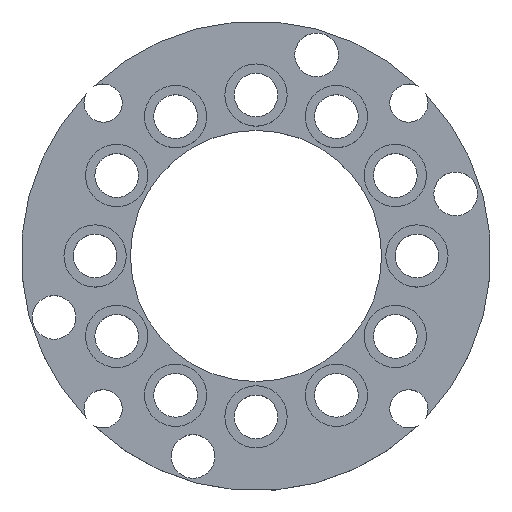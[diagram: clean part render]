
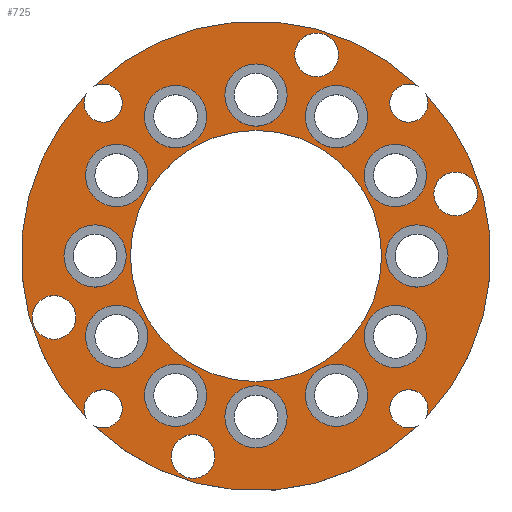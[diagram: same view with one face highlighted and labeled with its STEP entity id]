
A CAD part, top view. The second image highlights one B-rep face of the part: STEP entity #725.
In plain terms, the highlighted planar face has unit normal (0, 0, 1).
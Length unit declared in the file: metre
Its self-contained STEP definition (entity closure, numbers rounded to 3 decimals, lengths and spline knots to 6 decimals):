
#65=ORIENTED_EDGE('',*,*,#229,.F.);
#66=ORIENTED_EDGE('',*,*,#230,.F.);
#67=ORIENTED_EDGE('',*,*,#231,.F.);
#68=ORIENTED_EDGE('',*,*,#232,.F.);
#69=ORIENTED_EDGE('',*,*,#233,.F.);
#70=ORIENTED_EDGE('',*,*,#234,.F.);
#71=ORIENTED_EDGE('',*,*,#235,.F.);
#72=ORIENTED_EDGE('',*,*,#236,.F.);
#73=ORIENTED_EDGE('',*,*,#237,.F.);
#74=ORIENTED_EDGE('',*,*,#238,.F.);
#75=ORIENTED_EDGE('',*,*,#239,.F.);
#76=ORIENTED_EDGE('',*,*,#240,.T.);
#77=ORIENTED_EDGE('',*,*,#241,.F.);
#78=ORIENTED_EDGE('',*,*,#242,.T.);
#79=ORIENTED_EDGE('',*,*,#243,.F.);
#80=ORIENTED_EDGE('',*,*,#244,.T.);
#81=ORIENTED_EDGE('',*,*,#245,.F.);
#82=ORIENTED_EDGE('',*,*,#246,.T.);
#83=ORIENTED_EDGE('',*,*,#247,.F.);
#84=ORIENTED_EDGE('',*,*,#248,.F.);
#85=ORIENTED_EDGE('',*,*,#249,.F.);
#86=ORIENTED_EDGE('',*,*,#250,.F.);
#87=ORIENTED_EDGE('',*,*,#251,.F.);
#88=ORIENTED_EDGE('',*,*,#252,.F.);
#89=ORIENTED_EDGE('',*,*,#253,.F.);
#229=EDGE_CURVE('',#311,#311,#385,.T.);
#230=EDGE_CURVE('',#312,#312,#386,.T.);
#231=EDGE_CURVE('',#313,#313,#387,.T.);
#232=EDGE_CURVE('',#314,#314,#388,.T.);
#233=EDGE_CURVE('',#315,#315,#389,.T.);
#234=EDGE_CURVE('',#316,#316,#390,.T.);
#235=EDGE_CURVE('',#317,#317,#391,.T.);
#236=EDGE_CURVE('',#318,#318,#392,.T.);
#237=EDGE_CURVE('',#319,#319,#393,.T.);
#238=EDGE_CURVE('',#320,#320,#394,.T.);
#239=EDGE_CURVE('',#321,#322,#395,.T.);
#240=EDGE_CURVE('',#321,#323,#396,.T.);
#241=EDGE_CURVE('',#324,#323,#397,.T.);
#242=EDGE_CURVE('',#324,#325,#398,.T.);
#243=EDGE_CURVE('',#326,#325,#399,.T.);
#244=EDGE_CURVE('',#326,#327,#400,.T.);
#245=EDGE_CURVE('',#328,#327,#401,.T.);
#246=EDGE_CURVE('',#328,#322,#402,.T.);
#247=EDGE_CURVE('',#329,#329,#403,.T.);
#248=EDGE_CURVE('',#330,#330,#404,.T.);
#249=EDGE_CURVE('',#331,#331,#405,.T.);
#250=EDGE_CURVE('',#332,#332,#406,.T.);
#251=EDGE_CURVE('',#333,#333,#407,.T.);
#252=EDGE_CURVE('',#334,#334,#408,.T.);
#253=EDGE_CURVE('',#335,#335,#409,.T.);
#311=VERTEX_POINT('',#1177);
#312=VERTEX_POINT('',#1179);
#313=VERTEX_POINT('',#1181);
#314=VERTEX_POINT('',#1183);
#315=VERTEX_POINT('',#1185);
#316=VERTEX_POINT('',#1187);
#317=VERTEX_POINT('',#1189);
#318=VERTEX_POINT('',#1191);
#319=VERTEX_POINT('',#1193);
#320=VERTEX_POINT('',#1195);
#321=VERTEX_POINT('',#1197);
#322=VERTEX_POINT('',#1198);
#323=VERTEX_POINT('',#1200);
#324=VERTEX_POINT('',#1202);
#325=VERTEX_POINT('',#1204);
#326=VERTEX_POINT('',#1206);
#327=VERTEX_POINT('',#1208);
#328=VERTEX_POINT('',#1210);
#329=VERTEX_POINT('',#1213);
#330=VERTEX_POINT('',#1215);
#331=VERTEX_POINT('',#1217);
#332=VERTEX_POINT('',#1219);
#333=VERTEX_POINT('',#1221);
#334=VERTEX_POINT('',#1223);
#335=VERTEX_POINT('',#1225);
#385=CIRCLE('',#790,0.00285);
#386=CIRCLE('',#791,0.00285);
#387=CIRCLE('',#792,0.00285);
#388=CIRCLE('',#793,0.00285);
#389=CIRCLE('',#794,0.00285);
#390=CIRCLE('',#795,0.00285);
#391=CIRCLE('',#796,0.002);
#392=CIRCLE('',#797,0.002);
#393=CIRCLE('',#798,0.002);
#394=CIRCLE('',#799,0.002);
#395=CIRCLE('',#800,0.00175);
#396=CIRCLE('',#801,0.0215);
#397=CIRCLE('',#802,0.00175);
#398=CIRCLE('',#803,0.0215);
#399=CIRCLE('',#804,0.00175);
#400=CIRCLE('',#805,0.0215);
#401=CIRCLE('',#806,0.00175);
#402=CIRCLE('',#807,0.0215);
#403=CIRCLE('',#808,0.0115);
#404=CIRCLE('',#809,0.00285);
#405=CIRCLE('',#810,0.00285);
#406=CIRCLE('',#811,0.00285);
#407=CIRCLE('',#812,0.00285);
#408=CIRCLE('',#813,0.00285);
#409=CIRCLE('',#814,0.00285);
#459=EDGE_LOOP('',(#65));
#460=EDGE_LOOP('',(#66));
#461=EDGE_LOOP('',(#67));
#462=EDGE_LOOP('',(#68));
#463=EDGE_LOOP('',(#69));
#464=EDGE_LOOP('',(#70));
#465=EDGE_LOOP('',(#71));
#466=EDGE_LOOP('',(#72));
#467=EDGE_LOOP('',(#73));
#468=EDGE_LOOP('',(#74));
#469=EDGE_LOOP('',(#75,#76,#77,#78,#79,#80,#81,#82));
#470=EDGE_LOOP('',(#83));
#471=EDGE_LOOP('',(#84));
#472=EDGE_LOOP('',(#85));
#473=EDGE_LOOP('',(#86));
#474=EDGE_LOOP('',(#87));
#475=EDGE_LOOP('',(#88));
#476=EDGE_LOOP('',(#89));
#585=FACE_BOUND('',#459,.T.);
#586=FACE_BOUND('',#460,.T.);
#587=FACE_BOUND('',#461,.T.);
#588=FACE_BOUND('',#462,.T.);
#589=FACE_BOUND('',#463,.T.);
#590=FACE_BOUND('',#464,.T.);
#591=FACE_BOUND('',#465,.T.);
#592=FACE_BOUND('',#466,.T.);
#593=FACE_BOUND('',#467,.T.);
#594=FACE_BOUND('',#468,.T.);
#595=FACE_BOUND('',#469,.T.);
#596=FACE_BOUND('',#470,.T.);
#597=FACE_BOUND('',#471,.T.);
#598=FACE_BOUND('',#472,.T.);
#599=FACE_BOUND('',#473,.T.);
#600=FACE_BOUND('',#474,.T.);
#601=FACE_BOUND('',#475,.T.);
#602=FACE_BOUND('',#476,.T.);
#711=PLANE('',#789);
#725=ADVANCED_FACE('',(#585,#586,#587,#588,#589,#590,#591,#592,#593,#594,
#595,#596,#597,#598,#599,#600,#601,#602),#711,.T.);
#789=AXIS2_PLACEMENT_3D('',#1175,#916,#917);
#790=AXIS2_PLACEMENT_3D('',#1176,#918,#919);
#791=AXIS2_PLACEMENT_3D('',#1178,#920,#921);
#792=AXIS2_PLACEMENT_3D('',#1180,#922,#923);
#793=AXIS2_PLACEMENT_3D('',#1182,#924,#925);
#794=AXIS2_PLACEMENT_3D('',#1184,#926,#927);
#795=AXIS2_PLACEMENT_3D('',#1186,#928,#929);
#796=AXIS2_PLACEMENT_3D('',#1188,#930,#931);
#797=AXIS2_PLACEMENT_3D('',#1190,#932,#933);
#798=AXIS2_PLACEMENT_3D('',#1192,#934,#935);
#799=AXIS2_PLACEMENT_3D('',#1194,#936,#937);
#800=AXIS2_PLACEMENT_3D('',#1196,#938,#939);
#801=AXIS2_PLACEMENT_3D('',#1199,#940,#941);
#802=AXIS2_PLACEMENT_3D('',#1201,#942,#943);
#803=AXIS2_PLACEMENT_3D('',#1203,#944,#945);
#804=AXIS2_PLACEMENT_3D('',#1205,#946,#947);
#805=AXIS2_PLACEMENT_3D('',#1207,#948,#949);
#806=AXIS2_PLACEMENT_3D('',#1209,#950,#951);
#807=AXIS2_PLACEMENT_3D('',#1211,#952,#953);
#808=AXIS2_PLACEMENT_3D('',#1212,#954,#955);
#809=AXIS2_PLACEMENT_3D('',#1214,#956,#957);
#810=AXIS2_PLACEMENT_3D('',#1216,#958,#959);
#811=AXIS2_PLACEMENT_3D('',#1218,#960,#961);
#812=AXIS2_PLACEMENT_3D('',#1220,#962,#963);
#813=AXIS2_PLACEMENT_3D('',#1222,#964,#965);
#814=AXIS2_PLACEMENT_3D('',#1224,#966,#967);
#916=DIRECTION('',(0.,0.,1.));
#917=DIRECTION('',(0.,-1.,0.));
#918=DIRECTION('',(0.,0.,1.));
#919=DIRECTION('',(0.,-1.,0.));
#920=DIRECTION('',(0.,0.,1.));
#921=DIRECTION('',(0.,-1.,0.));
#922=DIRECTION('',(0.,0.,1.));
#923=DIRECTION('',(0.,-1.,0.));
#924=DIRECTION('',(0.,0.,1.));
#925=DIRECTION('',(0.,-1.,0.));
#926=DIRECTION('',(0.,0.,1.));
#927=DIRECTION('',(0.,-1.,0.));
#928=DIRECTION('',(0.,0.,1.));
#929=DIRECTION('',(0.,-1.,0.));
#930=DIRECTION('',(0.,0.,1.));
#931=DIRECTION('',(0.,1.,0.));
#932=DIRECTION('',(0.,0.,1.));
#933=DIRECTION('',(0.,1.,0.));
#934=DIRECTION('',(0.,0.,1.));
#935=DIRECTION('',(0.,-1.,0.));
#936=DIRECTION('',(0.,0.,1.));
#937=DIRECTION('',(0.,-1.,0.));
#938=DIRECTION('',(0.,0.,1.));
#939=DIRECTION('',(0.,-1.,0.));
#940=DIRECTION('',(0.,0.,1.));
#941=DIRECTION('',(0.,-1.,0.));
#942=DIRECTION('',(0.,0.,1.));
#943=DIRECTION('',(0.,-1.,0.));
#944=DIRECTION('',(0.,0.,1.));
#945=DIRECTION('',(0.,-1.,0.));
#946=DIRECTION('',(0.,0.,1.));
#947=DIRECTION('',(0.,-1.,0.));
#948=DIRECTION('',(0.,0.,1.));
#949=DIRECTION('',(0.,-1.,0.));
#950=DIRECTION('',(0.,0.,1.));
#951=DIRECTION('',(0.,-1.,0.));
#952=DIRECTION('',(0.,0.,1.));
#953=DIRECTION('',(0.,-1.,0.));
#954=DIRECTION('',(0.,0.,1.));
#955=DIRECTION('',(0.,-1.,0.));
#956=DIRECTION('',(0.,0.,1.));
#957=DIRECTION('',(0.,-1.,0.));
#958=DIRECTION('',(0.,0.,1.));
#959=DIRECTION('',(0.,-1.,0.));
#960=DIRECTION('',(0.,0.,1.));
#961=DIRECTION('',(0.,-1.,0.));
#962=DIRECTION('',(0.,0.,1.));
#963=DIRECTION('',(0.,-1.,0.));
#964=DIRECTION('',(0.,0.,1.));
#965=DIRECTION('',(0.,-1.,0.));
#966=DIRECTION('',(0.,0.,1.));
#967=DIRECTION('',(0.,-1.,0.));
#1175=CARTESIAN_POINT('',(0.,0.,0.));
#1176=CARTESIAN_POINT('',(-0.012758,0.007366,0.));
#1177=CARTESIAN_POINT('',(-0.012758,0.004516,0.));
#1178=CARTESIAN_POINT('',(-0.012758,-0.007366,0.));
#1179=CARTESIAN_POINT('',(-0.012758,-0.010216,0.));
#1180=CARTESIAN_POINT('',(0.,-0.014732,0.));
#1181=CARTESIAN_POINT('',(0.,-0.017582,0.));
#1182=CARTESIAN_POINT('',(0.012758,-0.007366,0.));
#1183=CARTESIAN_POINT('',(0.012758,-0.010216,0.));
#1184=CARTESIAN_POINT('',(0.012758,0.007366,0.));
#1185=CARTESIAN_POINT('',(0.012758,0.004516,0.));
#1186=CARTESIAN_POINT('',(0.,0.014732,0.));
#1187=CARTESIAN_POINT('',(0.,0.011882,0.));
#1188=CARTESIAN_POINT('',(-0.018492,-0.00563,0.));
#1189=CARTESIAN_POINT('',(-0.018492,-0.00363,0.));
#1190=CARTESIAN_POINT('',(0.018278,0.005684,0.));
#1191=CARTESIAN_POINT('',(0.018278,0.007684,0.));
#1192=CARTESIAN_POINT('',(0.00555,0.018412,0.));
#1193=CARTESIAN_POINT('',(0.00555,0.016412,0.));
#1194=CARTESIAN_POINT('',(-0.005764,-0.018358,0.));
#1195=CARTESIAN_POINT('',(-0.005764,-0.020358,0.));
#1196=CARTESIAN_POINT('',(-0.014,-0.014,0.));
#1197=CARTESIAN_POINT('',(-0.014897,-0.015503,0.));
#1198=CARTESIAN_POINT('',(-0.015503,-0.014897,0.));
#1199=CARTESIAN_POINT('',(0.,0.,0.));
#1200=CARTESIAN_POINT('',(0.014897,-0.015503,0.));
#1201=CARTESIAN_POINT('',(0.014,-0.014,0.));
#1202=CARTESIAN_POINT('',(0.015503,-0.014897,0.));
#1203=CARTESIAN_POINT('',(0.,0.,0.));
#1204=CARTESIAN_POINT('',(0.015503,0.014897,0.));
#1205=CARTESIAN_POINT('',(0.014,0.014,0.));
#1206=CARTESIAN_POINT('',(0.014897,0.015503,0.));
#1207=CARTESIAN_POINT('',(0.,0.,0.));
#1208=CARTESIAN_POINT('',(-0.014897,0.015503,0.));
#1209=CARTESIAN_POINT('',(-0.014,0.014,0.));
#1210=CARTESIAN_POINT('',(-0.015503,0.014897,0.));
#1211=CARTESIAN_POINT('',(0.,0.,0.));
#1212=CARTESIAN_POINT('',(0.,0.,0.));
#1213=CARTESIAN_POINT('',(0.,-0.0115,0.));
#1214=CARTESIAN_POINT('',(0.007366,0.012758,0.));
#1215=CARTESIAN_POINT('',(0.007366,0.009908,0.));
#1216=CARTESIAN_POINT('',(0.014732,0.,0.));
#1217=CARTESIAN_POINT('',(0.014732,-0.00285,0.));
#1218=CARTESIAN_POINT('',(0.007366,-0.012758,0.));
#1219=CARTESIAN_POINT('',(0.007366,-0.015608,0.));
#1220=CARTESIAN_POINT('',(-0.007366,-0.012758,0.));
#1221=CARTESIAN_POINT('',(-0.007366,-0.015608,0.));
#1222=CARTESIAN_POINT('',(-0.014732,0.,0.));
#1223=CARTESIAN_POINT('',(-0.014732,-0.00285,0.));
#1224=CARTESIAN_POINT('',(-0.007366,0.012758,0.));
#1225=CARTESIAN_POINT('',(-0.007366,0.009908,0.));
